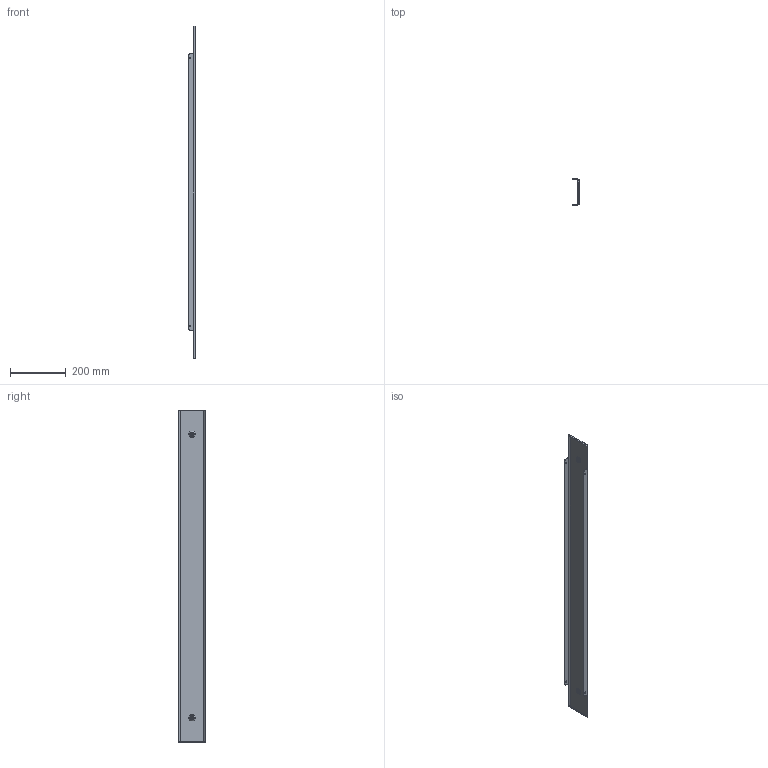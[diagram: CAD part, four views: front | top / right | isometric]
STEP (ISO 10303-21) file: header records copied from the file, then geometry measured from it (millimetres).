
FILE_DESCRIPTION (( 'STEP AP214' ), '1' );
FILE_NAME ('烂扰 275.06.007-04.STEP', '2024-01-26T08:13:40', ( '' ), ( '' ), 'SwSTEP 2.0', 'SolidWorks 2022', '' );
FILE_SCHEMA (( 'AUTOMOTIVE_DESIGN' ));
Length unit declared in the file: millimetre
Products named in the file (1): АГИЕ 275.06.007-04
Bounding box: 23.99 x 98.11 x 1195 mm (x, y, z)
Volume: 219917.2 mm3; surface area: 318136.4 mm2
Topology: 1 solids, 1 shells, 86 faces, 240 edges, 160 vertices
Faces by surface type: plane 62, cylinder 16, cone 8
Entity records: 2810 total; most frequent: CARTESIAN_POINT 487, ORIENTED_EDGE 480, DIRECTION 462, EDGE_CURVE 240, VECTOR 192, LINE 192, VERTEX_POINT 160, AXIS2_PLACEMENT_3D 135
